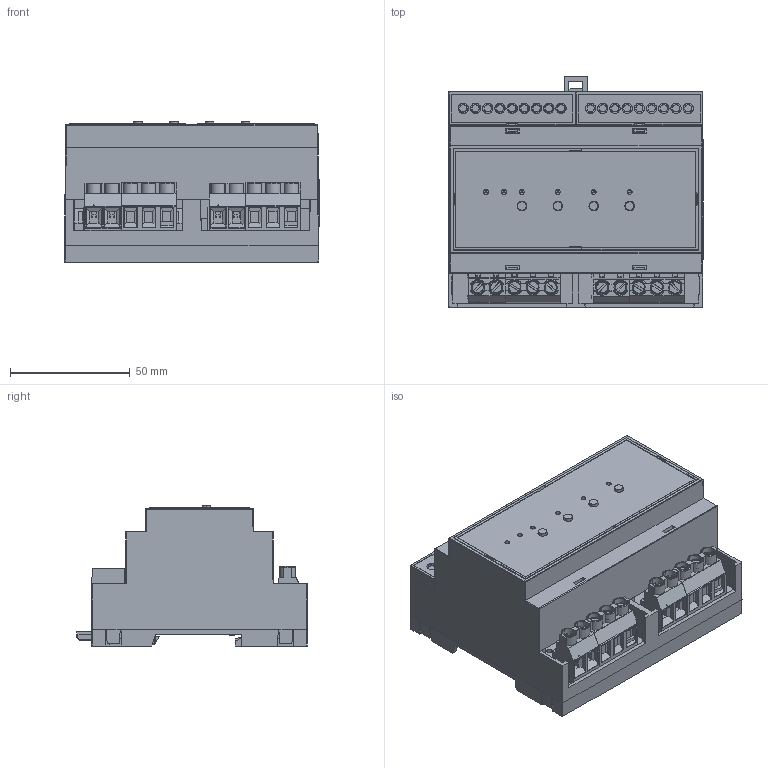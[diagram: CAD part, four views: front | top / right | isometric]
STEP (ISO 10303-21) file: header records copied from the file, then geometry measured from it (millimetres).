
FILE_DESCRIPTION (( 'STEP AP214' ), '1' );
FILE_NAME ('扻艜豂錭歑 ePRO24 Home.STEP', '2025-03-15T13:43:30', ( '' ), ( '' ), 'SwSTEP 2.0', 'SolidWorks 2021', '' );
FILE_SCHEMA (( 'AUTOMOTIVE_DESIGN' ));
Length unit declared in the file: millimetre
Products named in the file (1): 扻艜豂錭歑 ePRO24 Home
Bounding box: 106.43 x 96.49 x 58.54 mm (x, y, z)
Surface area: 127824.3 mm2 (no closed solid volume)
Topology: 0 solids, 47 shells, 3566 faces, 9678 edges, 6236 vertices
Faces by surface type: plane 2139, cylinder 654, bspline 320, cone 218, torus 212, sphere 23
Entity records: 138369 total; most frequent: CARTESIAN_POINT 56516, ORIENTED_EDGE 19314, DIRECTION 12985, EDGE_CURVE 9662, VERTEX_POINT 6236, AXIS2_PLACEMENT_3D 4524, B_SPLINE_CURVE_WITH_KNOTS 4299, EDGE_LOOP 4010
